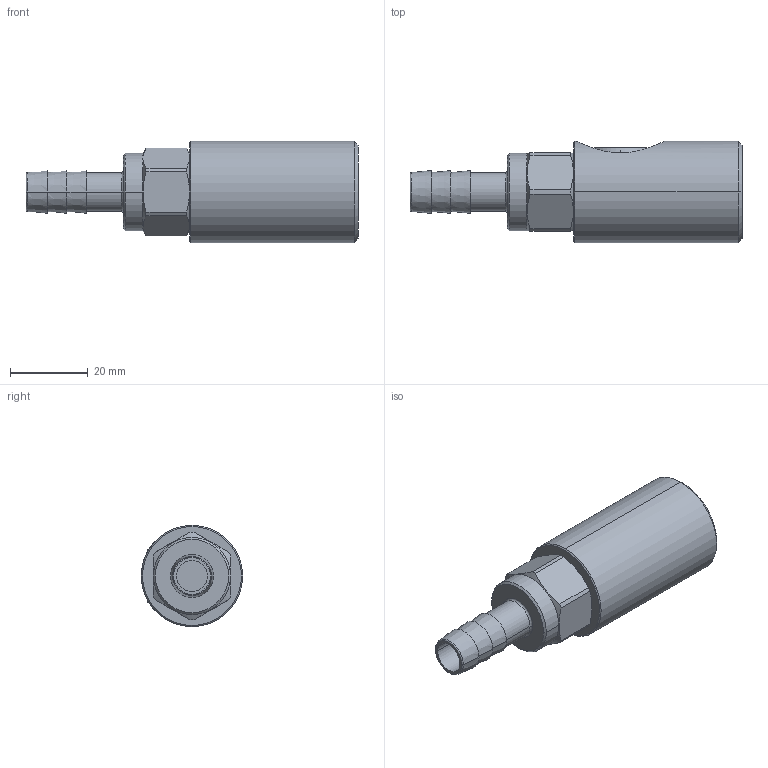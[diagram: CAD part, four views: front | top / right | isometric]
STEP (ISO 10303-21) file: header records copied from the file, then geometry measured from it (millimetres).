
FILE_DESCRIPTION (( 'STEP AP203' ), '1' );
FILE_NAME ('07460350.STEP', '2011-07-06T15:01:36', ( 'SP' ), ( 'sopra-pneumatic' ), 'SwSTEP 2.0', 'SolidWorks 2011', '' );
FILE_SCHEMA (( 'CONFIG_CONTROL_DESIGN' ));
Length unit declared in the file: millimetre
Products named in the file (1): 07460350
Bounding box: 85.2 x 26 x 26 mm (x, y, z)
Volume: 27348.9 mm3; surface area: 8330.5 mm2
Topology: 1 solids, 3 shells, 152 faces, 360 edges, 227 vertices
Faces by surface type: cone 49, plane 46, cylinder 43, sphere 10, torus 4
Entity records: 5219 total; most frequent: CARTESIAN_POINT 1670, DIRECTION 734, ORIENTED_EDGE 720, EDGE_CURVE 360, AXIS2_PLACEMENT_3D 305, VERTEX_POINT 227, EDGE_LOOP 165, CIRCLE 152
